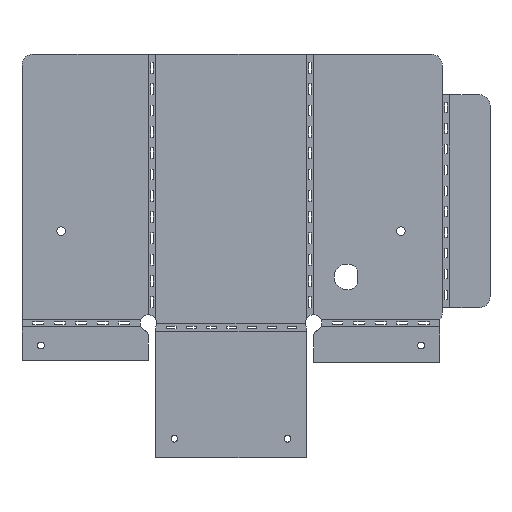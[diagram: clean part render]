
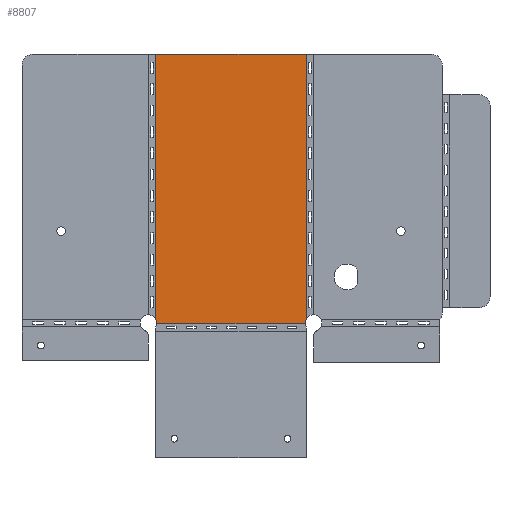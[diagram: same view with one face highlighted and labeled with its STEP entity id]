
A CAD part, front view. The second image highlights one B-rep face of the part: STEP entity #8807.
In plain terms, the highlighted planar face has unit normal (0, -1, 0).
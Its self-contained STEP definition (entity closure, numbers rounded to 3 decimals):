
#280 = LINE ( 'NONE', #2401, #1080 ) ;
#293 = DIRECTION ( 'NONE',  ( 0., 1., 0. ) ) ;
#310 = CARTESIAN_POINT ( 'NONE',  ( 27.58, 0., 0. ) ) ;
#456 = VECTOR ( 'NONE', #4168, 1000. ) ;
#772 = DIRECTION ( 'NONE',  ( 0., 1., 0. ) ) ;
#855 = ORIENTED_EDGE ( 'NONE', *, *, #6787, .T. ) ;
#1009 = ORIENTED_EDGE ( 'NONE', *, *, #6644, .F. ) ;
#1080 = VECTOR ( 'NONE', #7564, 1000. ) ;
#1095 = VERTEX_POINT ( 'NONE', #3121 ) ;
#1212 = LINE ( 'NONE', #5665, #5694 ) ;
#1357 = DIRECTION ( 'NONE',  ( 1., 0., 0. ) ) ;
#1446 = DIRECTION ( 'NONE',  ( 0., 0., 1. ) ) ;
#1575 = AXIS2_PLACEMENT_3D ( 'NONE', #3953, #293, #6135 ) ;
#1599 = CARTESIAN_POINT ( 'NONE',  ( -27.9, 0., 1.6 ) ) ;
#1707 = LINE ( 'NONE', #7495, #8240 ) ;
#1843 = VERTEX_POINT ( 'NONE', #6769 ) ;
#2057 = AXIS2_PLACEMENT_3D ( 'NONE', #4476, #772, #1446 ) ;
#2225 = EDGE_CURVE ( 'NONE', #1843, #8260, #1212, .T. ) ;
#2342 = CARTESIAN_POINT ( 'NONE',  ( 30.672, 0., 0.214 ) ) ;
#2401 = CARTESIAN_POINT ( 'NONE',  ( -27.9, 0., 100. ) ) ;
#2737 = VERTEX_POINT ( 'NONE', #5887 ) ;
#2741 = ORIENTED_EDGE ( 'NONE', *, *, #2225, .F. ) ;
#3121 = CARTESIAN_POINT ( 'NONE',  ( -27.58, 0., 0. ) ) ;
#3270 = VERTEX_POINT ( 'NONE', #310 ) ;
#3953 = CARTESIAN_POINT ( 'NONE',  ( -29., 0., 100. ) ) ;
#4168 = DIRECTION ( 'NONE',  ( 0., 0., -1. ) ) ;
#4305 = EDGE_CURVE ( 'NONE', #3270, #2737, #6687, .T. ) ;
#4331 = ORIENTED_EDGE ( 'NONE', *, *, #5117, .T. ) ;
#4476 = CARTESIAN_POINT ( 'NONE',  ( -30.672, 0., 0.214 ) ) ;
#4710 = VERTEX_POINT ( 'NONE', #1599 ) ;
#4854 = ORIENTED_EDGE ( 'NONE', *, *, #7610, .T. ) ;
#5086 = ORIENTED_EDGE ( 'NONE', *, *, #4305, .T. ) ;
#5117 = EDGE_CURVE ( 'NONE', #4710, #1095, #6944, .T. ) ;
#5581 = CARTESIAN_POINT ( 'NONE',  ( 27.9, 0., 100. ) ) ;
#5665 = CARTESIAN_POINT ( 'NONE',  ( -29., 0., 100. ) ) ;
#5694 = VECTOR ( 'NONE', #1357, 1000. ) ;
#5887 = CARTESIAN_POINT ( 'NONE',  ( 27.9, 0., 1.6 ) ) ;
#6013 = DIRECTION ( 'NONE',  ( 1., 0., 0. ) ) ;
#6088 = PLANE ( 'NONE',  #1575 ) ;
#6135 = DIRECTION ( 'NONE',  ( 0., 0., 1. ) ) ;
#6259 = CARTESIAN_POINT ( 'NONE',  ( 27.9, 0., 100. ) ) ;
#6644 = EDGE_CURVE ( 'NONE', #8260, #2737, #9159, .T. ) ;
#6687 = CIRCLE ( 'NONE', #7896, 3.099 ) ;
#6769 = CARTESIAN_POINT ( 'NONE',  ( -27.9, 0., 100. ) ) ;
#6787 = EDGE_CURVE ( 'NONE', #1095, #3270, #1707, .T. ) ;
#6944 = CIRCLE ( 'NONE', #2057, 3.099 ) ;
#7448 = DIRECTION ( 'NONE',  ( 0., 0., 1. ) ) ;
#7495 = CARTESIAN_POINT ( 'NONE',  ( -29., 0., 0. ) ) ;
#7564 = DIRECTION ( 'NONE',  ( 0., 0., -1. ) ) ;
#7610 = EDGE_CURVE ( 'NONE', #1843, #4710, #280, .T. ) ;
#7896 = AXIS2_PLACEMENT_3D ( 'NONE', #2342, #8915, #7448 ) ;
#8140 = FACE_OUTER_BOUND ( 'NONE', #9363, .T. ) ;
#8240 = VECTOR ( 'NONE', #6013, 1000. ) ;
#8260 = VERTEX_POINT ( 'NONE', #5581 ) ;
#8807 = ADVANCED_FACE ( 'NONE', ( #8140 ), #6088, .F. ) ;
#8915 = DIRECTION ( 'NONE',  ( 0., 1., 0. ) ) ;
#9159 = LINE ( 'NONE', #6259, #456 ) ;
#9363 = EDGE_LOOP ( 'NONE', ( #4331, #855, #5086, #1009, #2741, #4854 ) ) ;
